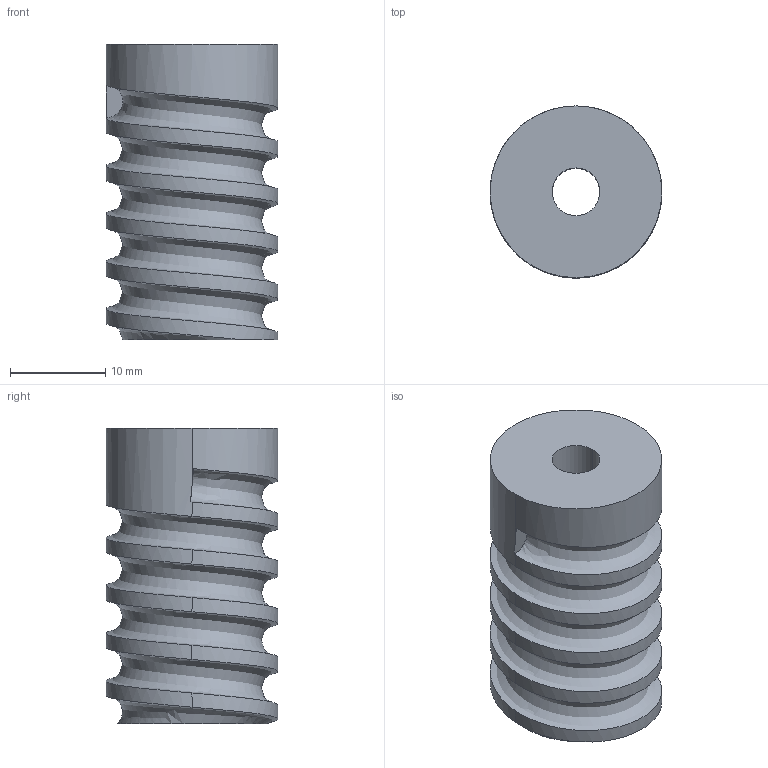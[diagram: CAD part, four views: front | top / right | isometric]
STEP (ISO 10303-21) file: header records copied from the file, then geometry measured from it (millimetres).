
FILE_DESCRIPTION (( 'STEP AP203' ), '1' );
FILE_NAME ('worm1.STEP.STEP', '2025-09-15T22:00:28', ( '' ), ( '' ), 'SwSTEP 2.0', 'SolidWorks 2023', '' );
FILE_SCHEMA (( 'CONFIG_CONTROL_DESIGN' ));
Length unit declared in the file: centimetre
Products named in the file (1): worm1.STEP
Bounding box: 18 x 18 x 31 mm (x, y, z)
Volume: 6029.6 mm3; surface area: 3039.8 mm2
Topology: 1 solids, 1 shells, 18 faces, 48 edges, 32 vertices
Faces by surface type: cylinder 14, plane 3, bspline 1
Entity records: 2104 total; most frequent: CARTESIAN_POINT 1639, ORIENTED_EDGE 96, DIRECTION 68, EDGE_CURVE 48, VERTEX_POINT 32, AXIS2_PLACEMENT_3D 27, EDGE_LOOP 20, ADVANCED_FACE 18
